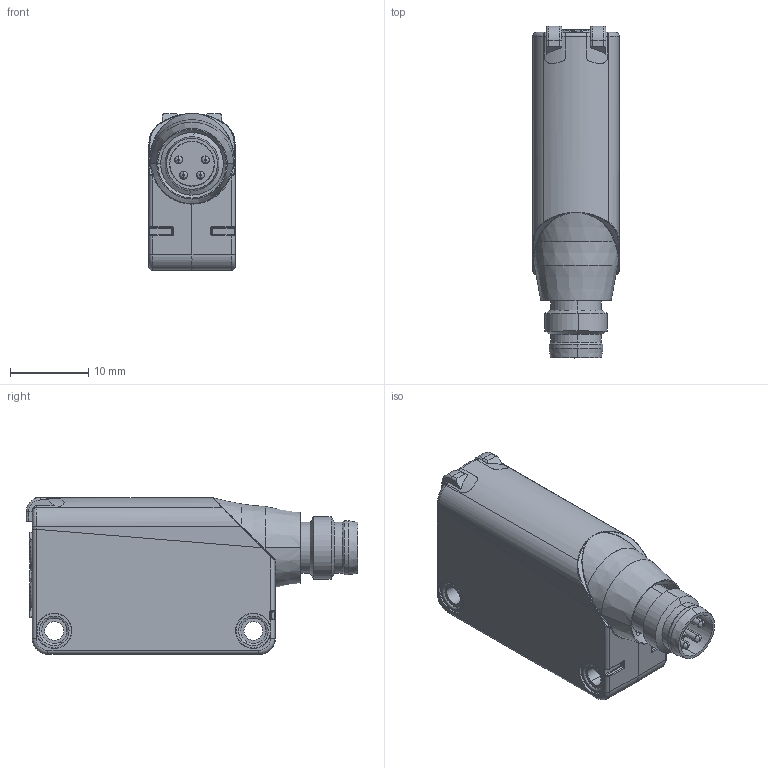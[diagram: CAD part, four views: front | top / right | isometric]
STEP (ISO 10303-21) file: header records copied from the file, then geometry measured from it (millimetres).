
FILE_DESCRIPTION((''),'2;1');
FILE_NAME('CAD-A005_ML100-54-F-POTI-PLUG4P_ASM','2018-04-30T',('sereneee'),(''),'PRO/ENGINEER BY PARAMETRIC TECHNOLOGY CORPORATION, 2015440','PRO/ENGINEER BY PARAMETRIC TECHNOLOGY CORPORATION, 2015440','');
FILE_SCHEMA(('CONFIG_CONTROL_DESIGN'));
Length unit declared in the file: millimetre
Products named in the file (14): MSBR-10_1_1_1; MSBR-9_1_1_1; PRT0037_1; PRT0038_1; PRT0039_1; PRT0040_1; PRT0041_1; PRT0042_1; PRT0043_1; PRT0044_1; ML100_MV100_CO_4PINS_ASM_1_ASM__ASM; ASM0001_ASM_1_ASM; ML100_MV100_CO_4PINS_X-AXIS_ASM_ASM; CAD-A005_ML100-54-F-POTI-PLUG4P_ASM
Assembly tree (13 placements, depth 5):
  CAD-A005_ML100-54-F-POTI-PLUG4P_ASM
    ML100_MV100_CO_4PINS_X-AXIS_ASM_ASM
      ASM0001_ASM_1_ASM
        ML100_MV100_CO_4PINS_ASM_1_ASM__ASM
          MSBR-10_1_1_1
          MSBR-9_1_1_1
          PRT0037_1
          PRT0038_1
          PRT0039_1
          PRT0040_1
          PRT0041_1
          PRT0042_1
          PRT0043_1
          PRT0044_1
Bounding box: 11 x 42.35 x 20 mm (x, y, z)
Volume: 2877.5 mm3; surface area: 6499.8 mm2
Topology: 10 solids, 10 shells, 1267 faces, 3523 edges, 2288 vertices
Faces by surface type: plane 614, cylinder 339, bspline 110, cone 84, torus 80, extrusion 24, sphere 16
Entity records: 54585 total; most frequent: CARTESIAN_POINT 15963, ORIENTED_EDGE 6970, DIRECTION 6075, EDGE_CURVE 3485, VERTEX_POINT 2270, AXIS2_PLACEMENT_3D 2096, VECTOR 1883, LINE 1859
